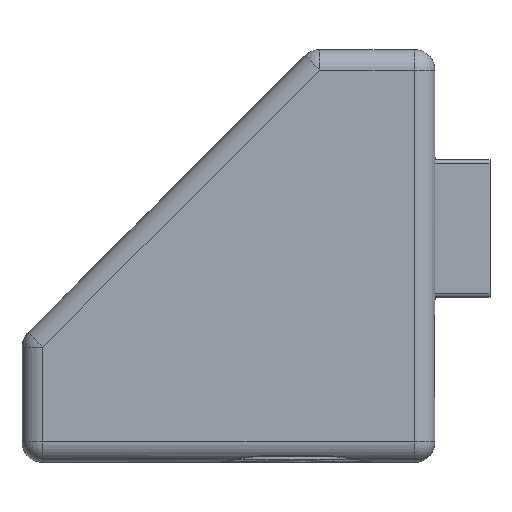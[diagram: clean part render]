
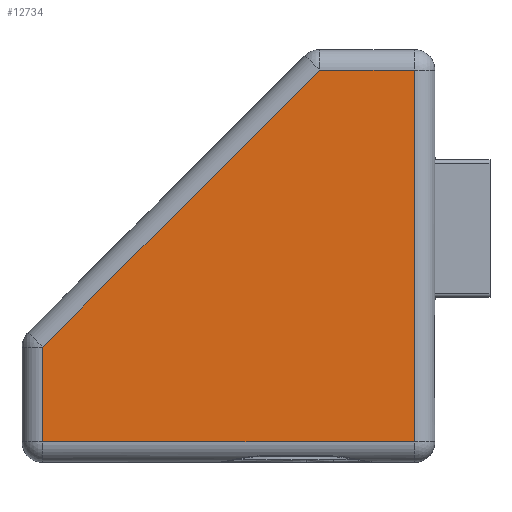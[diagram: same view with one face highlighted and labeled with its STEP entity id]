
A CAD part, left-side view. The second image highlights one B-rep face of the part: STEP entity #12734.
In plain terms, the highlighted planar face has unit normal (-1, 0, 0).
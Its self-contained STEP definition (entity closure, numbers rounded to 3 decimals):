
#24 = CARTESIAN_POINT ( 'NONE',  ( -15., -15., 1.5 ) ) ;
#915 = CARTESIAN_POINT ( 'NONE',  ( -15., -11.561, 33.439 ) ) ;
#1046 = ORIENTED_EDGE ( 'NONE', *, *, #7470, .T. ) ;
#1454 = CARTESIAN_POINT ( 'NONE',  ( -15., 13.5, 1.5 ) ) ;
#1730 = CARTESIAN_POINT ( 'NONE',  ( -15., -15., 30. ) ) ;
#2056 = AXIS2_PLACEMENT_3D ( 'NONE', #1730, #15326, #3656 ) ;
#2678 = EDGE_LOOP ( 'NONE', ( #18903, #21705, #20135, #1046, #18325 ) ) ;
#2819 = LINE ( 'NONE', #915, #11968 ) ;
#2930 = VECTOR ( 'NONE', #4094, 1000. ) ;
#3182 = VECTOR ( 'NONE', #7184, 1000. ) ;
#3649 = EDGE_CURVE ( 'NONE', #21982, #14429, #8367, .T. ) ;
#3656 = DIRECTION ( 'NONE',  ( 0., 0., -1. ) ) ;
#4094 = DIRECTION ( 'NONE',  ( 0., 1., 0. ) ) ;
#4586 = LINE ( 'NONE', #15418, #10370 ) ;
#5718 = DIRECTION ( 'NONE',  ( 0., 0., -1. ) ) ;
#7184 = DIRECTION ( 'NONE',  ( 0., 0., 1. ) ) ;
#7470 = EDGE_CURVE ( 'NONE', #23898, #10987, #2819, .T. ) ;
#7499 = LINE ( 'NONE', #15828, #2930 ) ;
#8367 = LINE ( 'NONE', #12957, #3182 ) ;
#9165 = EDGE_CURVE ( 'NONE', #21881, #21982, #16939, .T. ) ;
#10370 = VECTOR ( 'NONE', #5718, 1000. ) ;
#10987 = VERTEX_POINT ( 'NONE', #25017 ) ;
#11808 = VECTOR ( 'NONE', #19459, 1000. ) ;
#11968 = VECTOR ( 'NONE', #14437, 1000. ) ;
#12734 = ADVANCED_FACE ( 'NONE', ( #14922 ), #13352, .F. ) ;
#12764 = EDGE_CURVE ( 'NONE', #10987, #21881, #4586, .T. ) ;
#12957 = CARTESIAN_POINT ( 'NONE',  ( -15., -13.5, 30. ) ) ;
#13352 = PLANE ( 'NONE',  #2056 ) ;
#14429 = VERTEX_POINT ( 'NONE', #18426 ) ;
#14437 = DIRECTION ( 'NONE',  ( 0., 0.707, -0.707 ) ) ;
#14922 = FACE_OUTER_BOUND ( 'NONE', #2678, .T. ) ;
#15326 = DIRECTION ( 'NONE',  ( 1., 0., 0. ) ) ;
#15418 = CARTESIAN_POINT ( 'NONE',  ( -15., 13.5, 30. ) ) ;
#15828 = CARTESIAN_POINT ( 'NONE',  ( -15., -15., 28.5 ) ) ;
#16866 = EDGE_CURVE ( 'NONE', #14429, #23898, #7499, .T. ) ;
#16939 = LINE ( 'NONE', #24, #11808 ) ;
#18325 = ORIENTED_EDGE ( 'NONE', *, *, #12764, .T. ) ;
#18426 = CARTESIAN_POINT ( 'NONE',  ( -15., -13.5, 28.5 ) ) ;
#18781 = CARTESIAN_POINT ( 'NONE',  ( -15., -6.621, 28.5 ) ) ;
#18903 = ORIENTED_EDGE ( 'NONE', *, *, #9165, .T. ) ;
#19459 = DIRECTION ( 'NONE',  ( 0., -1., 0. ) ) ;
#20135 = ORIENTED_EDGE ( 'NONE', *, *, #16866, .T. ) ;
#21705 = ORIENTED_EDGE ( 'NONE', *, *, #3649, .T. ) ;
#21881 = VERTEX_POINT ( 'NONE', #1454 ) ;
#21982 = VERTEX_POINT ( 'NONE', #23919 ) ;
#23898 = VERTEX_POINT ( 'NONE', #18781 ) ;
#23919 = CARTESIAN_POINT ( 'NONE',  ( -15., -13.5, 1.5 ) ) ;
#25017 = CARTESIAN_POINT ( 'NONE',  ( -15., 13.5, 8.379 ) ) ;
